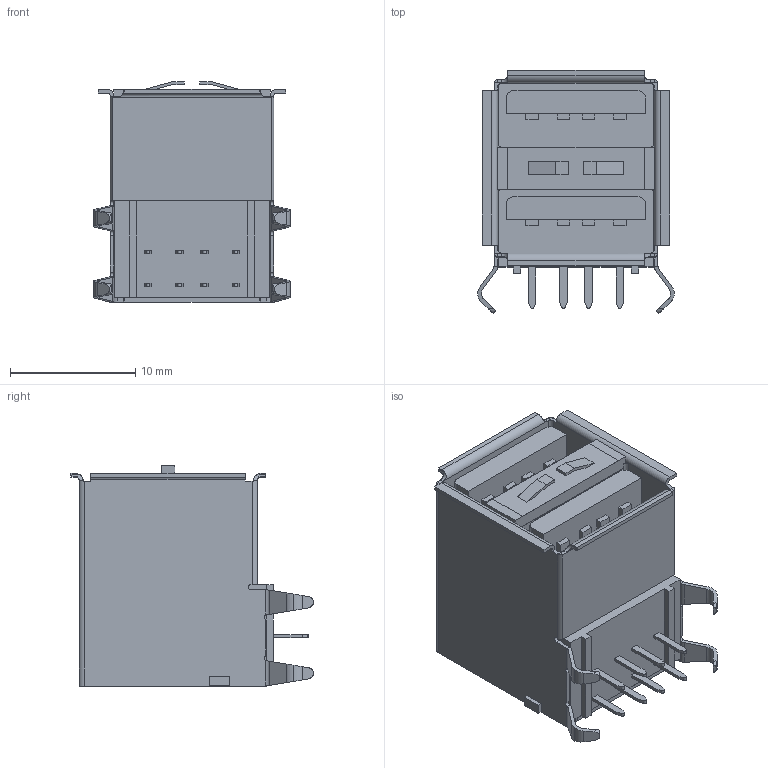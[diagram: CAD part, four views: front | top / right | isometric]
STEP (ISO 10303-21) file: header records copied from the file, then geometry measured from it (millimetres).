
FILE_DESCRIPTION (( 'STEP AP214' ), '1' );
FILE_NAME ('usb_a-2_port.STEP', '2023-07-19T17:14:31', ( '' ), ( '' ), 'SwSTEP 2.0', 'SolidWorks 2022', '' );
FILE_SCHEMA (( 'AUTOMOTIVE_DESIGN' ));
Length unit declared in the file: millimetre
Products named in the file (1): usb_a-2_port
Bounding box: 15.7 x 19.4 x 17.6 mm (x, y, z)
Volume: 2488 mm3; surface area: 2849.1 mm2
Topology: 1 solids, 1 shells, 345 faces, 993 edges, 662 vertices
Faces by surface type: plane 257, cylinder 88
Entity records: 12718 total; most frequent: CARTESIAN_POINT 2422, ORIENTED_EDGE 1986, DIRECTION 1727, EDGE_CURVE 993, VECTOR 739, LINE 739, VERTEX_POINT 662, AXIS2_PLACEMENT_3D 494
